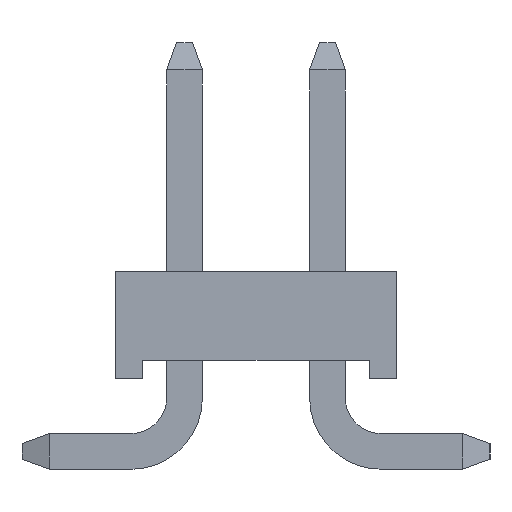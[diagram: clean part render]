
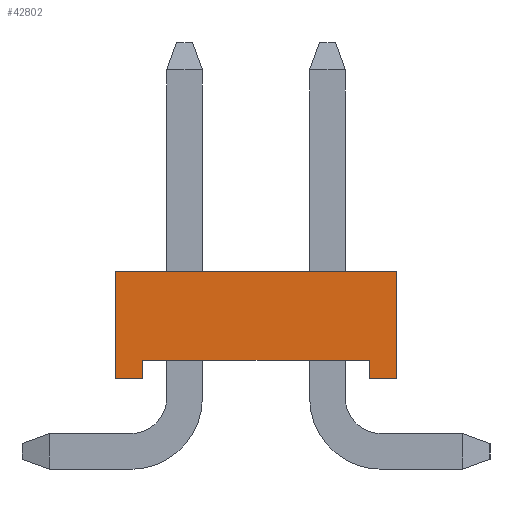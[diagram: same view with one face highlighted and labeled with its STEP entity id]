
A CAD part, left-side view. The second image highlights one B-rep face of the part: STEP entity #42802.
In plain terms, the highlighted free-form (B-spline) face has degree [1, 1] with [2, 2] control points.
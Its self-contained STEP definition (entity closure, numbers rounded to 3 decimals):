
#42406=CARTESIAN_POINT('',(-20.,1.588,1.27));
#42407=VERTEX_POINT('',#42406);
#42414=CARTESIAN_POINT('',(-20.,1.969,1.27));
#42415=VERTEX_POINT('',#42414);
#42416=CARTESIAN_POINT('',(-20.,1.588,1.27));
#42417=DIRECTION('',(0.0,1.0,0.0));
#42418=VECTOR('',#42417,0.381);
#42419=LINE('',#42416,#42418);
#42420=EDGE_CURVE('',#42407,#42415,#42419,.T.);
#42436=CARTESIAN_POINT('',(-20.,1.588,1.524));
#42437=VERTEX_POINT('',#42436);
#42438=CARTESIAN_POINT('',(-20.,1.588,1.524));
#42439=DIRECTION('',(0.0,0.0,-1.0));
#42440=VECTOR('',#42439,0.254);
#42441=LINE('',#42438,#42440);
#42442=EDGE_CURVE('',#42437,#42407,#42441,.T.);
#42501=CARTESIAN_POINT('',(-20.,-1.969,1.27));
#42502=VERTEX_POINT('',#42501);
#42509=CARTESIAN_POINT('',(-20.,-1.588,1.27));
#42510=VERTEX_POINT('',#42509);
#42511=CARTESIAN_POINT('',(-20.,-1.588,1.27));
#42512=DIRECTION('',(0.0,-1.0,0.0));
#42513=VECTOR('',#42512,0.381);
#42514=LINE('',#42511,#42513);
#42515=EDGE_CURVE('',#42510,#42502,#42514,.T.);
#42540=CARTESIAN_POINT('',(-20.,-1.588,1.524));
#42541=VERTEX_POINT('',#42540);
#42542=CARTESIAN_POINT('',(-20.,-1.588,1.27));
#42543=DIRECTION('',(0.0,0.0,1.0));
#42544=VECTOR('',#42543,0.254);
#42545=LINE('',#42542,#42544);
#42546=EDGE_CURVE('',#42510,#42541,#42545,.T.);
#42698=CARTESIAN_POINT('',(-20.,1.588,1.524));
#42699=DIRECTION('',(0.0,-1.0,0.0));
#42700=VECTOR('',#42699,3.175);
#42701=LINE('',#42698,#42700);
#42702=EDGE_CURVE('',#42437,#42541,#42701,.T.);
#42731=CARTESIAN_POINT('',(-20.,1.969,2.769));
#42732=VERTEX_POINT('',#42731);
#42739=CARTESIAN_POINT('',(-20.,-1.969,2.769));
#42740=VERTEX_POINT('',#42739);
#42741=CARTESIAN_POINT('',(-20.,-1.969,2.769));
#42742=DIRECTION('',(0.0,1.0,0.0));
#42743=VECTOR('',#42742,3.937);
#42744=LINE('',#42741,#42743);
#42745=EDGE_CURVE('',#42740,#42732,#42744,.T.);
#42761=CARTESIAN_POINT('',(-20.,-1.969,1.27));
#42762=DIRECTION('',(0.0,0.0,1.0));
#42763=VECTOR('',#42762,1.499);
#42764=LINE('',#42761,#42763);
#42765=EDGE_CURVE('',#42502,#42740,#42764,.T.);
#42782=CARTESIAN_POINT('',(-20.,1.969,1.27));
#42783=CARTESIAN_POINT('',(-20.,1.969,2.769));
#42784=CARTESIAN_POINT('',(-20.,-1.969,1.27));
#42785=CARTESIAN_POINT('',(-20.,-1.969,2.769));
#42786=B_SPLINE_SURFACE_WITH_KNOTS('',1,1,((#42782,#42784),(#42783,#42785)),.UNSPECIFIED.,.F.,.F.,.U.,(2,2),(2,2),(0.0,1.499),(0.0,3.937),.UNSPECIFIED.);
#42787=CARTESIAN_POINT('',(-20.,1.969,1.27));
#42788=DIRECTION('',(0.0,0.0,1.0));
#42789=VECTOR('',#42788,1.499);
#42790=LINE('',#42787,#42789);
#42791=EDGE_CURVE('',#42415,#42732,#42790,.T.);
#42792=ORIENTED_EDGE('',*,*,#42791,.F.);
#42793=ORIENTED_EDGE('',*,*,#42420,.F.);
#42794=ORIENTED_EDGE('',*,*,#42442,.F.);
#42795=ORIENTED_EDGE('',*,*,#42702,.T.);
#42796=ORIENTED_EDGE('',*,*,#42546,.F.);
#42797=ORIENTED_EDGE('',*,*,#42515,.T.);
#42798=ORIENTED_EDGE('',*,*,#42765,.T.);
#42799=ORIENTED_EDGE('',*,*,#42745,.T.);
#42800=EDGE_LOOP('',(#42792,#42793,#42794,#42795,#42796,#42797,#42798,#42799));
#42801=FACE_OUTER_BOUND('',#42800,.T.);
#42802=ADVANCED_FACE('',(#42801),#42786,.F.);
